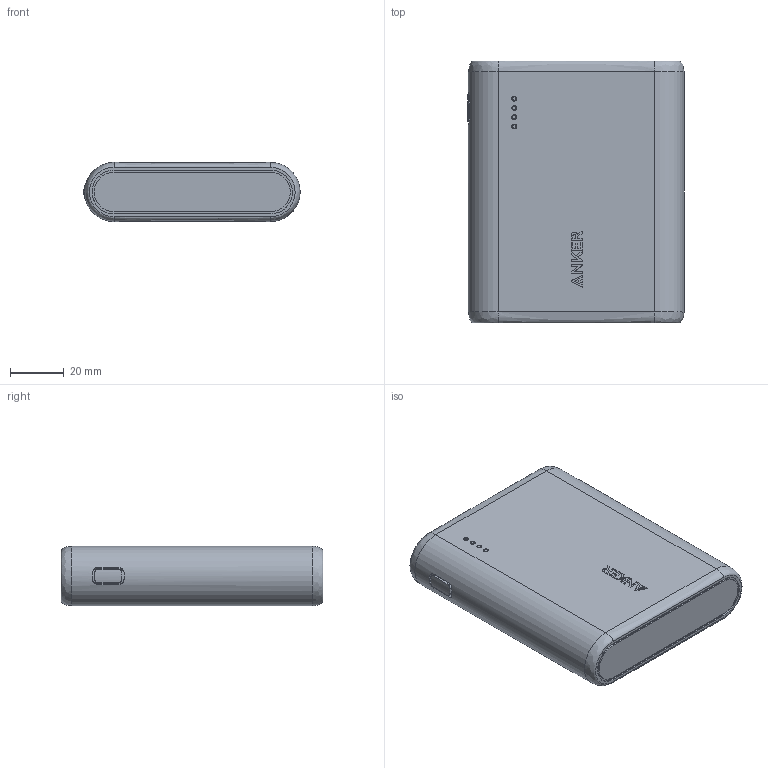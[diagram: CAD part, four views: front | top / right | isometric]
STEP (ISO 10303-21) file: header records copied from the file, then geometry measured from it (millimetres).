
FILE_DESCRIPTION(('HOOPS Exchange Step'),'2;1');
FILE_NAME('0ead5d106bf16276840895749fa639c020220630-1-1coulul.SLDPRT.step','2022-06-30T11:31:49+00:00',('root'),('Unknown organisation'),'HOOPS Exchange 2021.0','HOOPS Exchange','Unknown authorisation');
FILE_SCHEMA( ('AUTOMOTIVE_DESIGN { 1 0 10303 214 1 1 1 1 }') );
Length unit declared in the file: millimetre
Products named in the file (2): Default; 0ead5d106bf16276840895749fa639c020220630-1-1coulul
Assembly tree (1 placements, depth 2):
  0ead5d106bf16276840895749fa639c020220630-1-1coulul
    Default
Bounding box: 80.2 x 97 x 22 mm (x, y, z)
Volume: 158462 mm3; surface area: 22192.1 mm2
Topology: 1 solids, 1 shells, 223 faces, 584 edges, 388 vertices
Faces by surface type: plane 183, bspline 20, cylinder 12, extrusion 8
Full cylindrical faces by diameter (mm): 1.3 x4, 1.8 x4
Entity records: 10311 total; most frequent: CARTESIAN_POINT 4915, ORIENTED_EDGE 1168, DIRECTION 948, EDGE_CURVE 584, VECTOR 500, LINE 492, VERTEX_POINT 388, EDGE_LOOP 248
